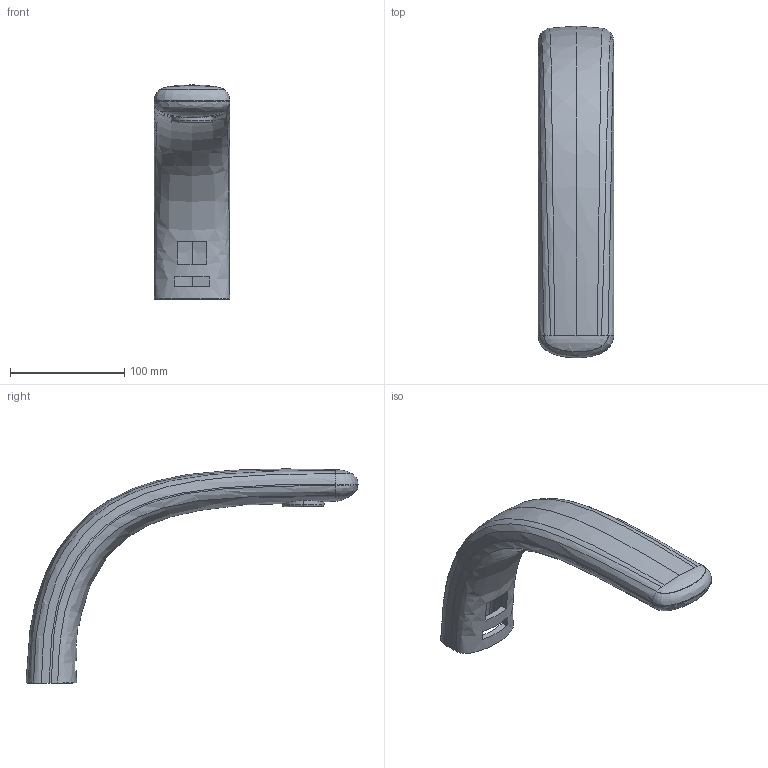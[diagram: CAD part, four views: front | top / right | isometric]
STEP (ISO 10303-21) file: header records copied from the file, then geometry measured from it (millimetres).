
FILE_DESCRIPTION(('CATIA V5 STEP Exchange'),'2;1');
FILE_NAME('R Smart Faucet.stp','2017-04-03T01:48:09+00:00',('none'),('none'),'CATIA Version 5 Release 21 GA (IN-10)','CATIA V5 STEP AP203','none');
FILE_SCHEMA(('CONFIG_CONTROL_DESIGN'));
Length unit declared in the file: millimetre
Products named in the file (1): R Smart Faucet
Bounding box: 66.01 x 290.12 x 187.16 mm (x, y, z)
Volume: 312028.7 mm3; surface area: 116466.1 mm2
Topology: 1 solids, 1 shells, 90 faces, 232 edges, 142 vertices
Faces by surface type: bspline 49, plane 29, cylinder 8, torus 4
Entity records: 29377 total; most frequent: CARTESIAN_POINT 27679, ORIENTED_EDGE 464, EDGE_CURVE 232, B_SPLINE_CURVE_WITH_KNOTS 174, VERTEX_POINT 142, DIRECTION 122, EDGE_LOOP 98, ADVANCED_FACE 90
